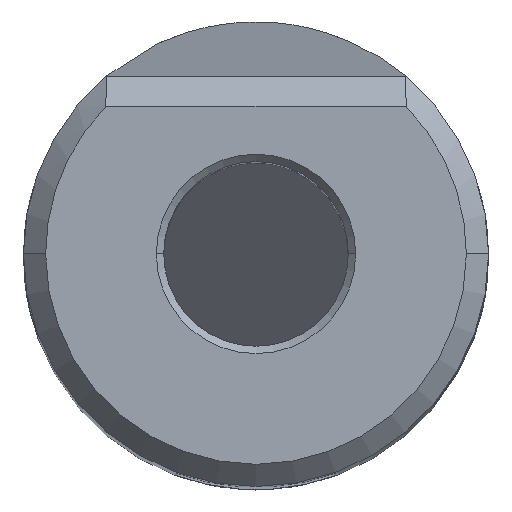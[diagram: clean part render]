
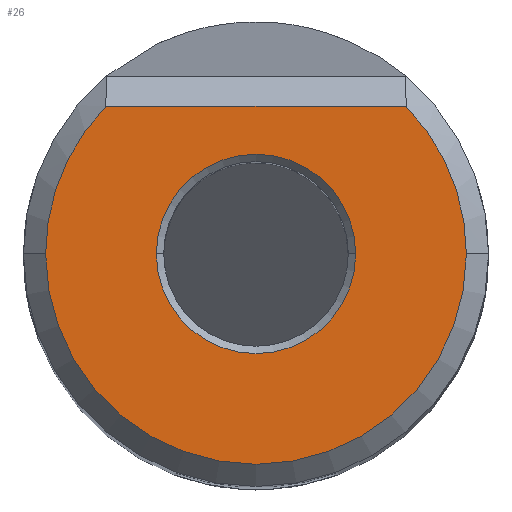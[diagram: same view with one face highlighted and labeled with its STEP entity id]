
A CAD part, top view. The second image highlights one B-rep face of the part: STEP entity #26.
In plain terms, the highlighted planar face has unit normal (0, 0, 1).
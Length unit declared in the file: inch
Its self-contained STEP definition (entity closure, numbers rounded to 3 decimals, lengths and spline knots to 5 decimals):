
#25 = AXIS2_PLACEMENT_3D ( 'NONE', #364, #166, #275 ) ;
#26 = ADVANCED_FACE ( 'NONE', ( #60, #635 ), #302, .T. ) ;
#34 = CIRCLE ( 'NONE', #846, 0.28496 ) ;
#40 = EDGE_LOOP ( 'NONE', ( #672, #418 ) ) ;
#50 = AXIS2_PLACEMENT_3D ( 'NONE', #828, #239, #326 ) ;
#51 = CIRCLE ( 'NONE', #25, 0.135 ) ;
#60 = FACE_BOUND ( 'NONE', #40, .T. ) ;
#116 = CIRCLE ( 'NONE', #250, 0.135 ) ;
#117 = DIRECTION ( 'NONE',  ( 1., 0., 0. ) ) ;
#130 = ORIENTED_EDGE ( 'NONE', *, *, #268, .T. ) ;
#159 = DIRECTION ( 'NONE',  ( 1., 0., 0. ) ) ;
#166 = DIRECTION ( 'NONE',  ( 0., 0., -1. ) ) ;
#200 = ORIENTED_EDGE ( 'NONE', *, *, #621, .T. ) ;
#213 = ORIENTED_EDGE ( 'NONE', *, *, #445, .T. ) ;
#239 = DIRECTION ( 'NONE',  ( 0., 0., 1. ) ) ;
#250 = AXIS2_PLACEMENT_3D ( 'NONE', #439, #507, #634 ) ;
#264 = VERTEX_POINT ( 'NONE', #296 ) ;
#268 = EDGE_CURVE ( 'NONE', #350, #264, #547, .T. ) ;
#275 = DIRECTION ( 'NONE',  ( 1., 0., 0. ) ) ;
#284 = VERTEX_POINT ( 'NONE', #434 ) ;
#296 = CARTESIAN_POINT ( 'NONE',  ( -0.2033, 0.19968, 0. ) ) ;
#302 = PLANE ( 'NONE',  #50 ) ;
#326 = DIRECTION ( 'NONE',  ( 1., 0., 0. ) ) ;
#347 = AXIS2_PLACEMENT_3D ( 'NONE', #748, #420, #159 ) ;
#350 = VERTEX_POINT ( 'NONE', #357 ) ;
#357 = CARTESIAN_POINT ( 'NONE',  ( 0.2033, 0.19968, 0. ) ) ;
#359 = CIRCLE ( 'NONE', #347, 0.28496 ) ;
#364 = CARTESIAN_POINT ( 'NONE',  ( 0., 0., 0. ) ) ;
#380 = EDGE_CURVE ( 'NONE', #508, #728, #51, .T. ) ;
#418 = ORIENTED_EDGE ( 'NONE', *, *, #380, .T. ) ;
#420 = DIRECTION ( 'NONE',  ( 0., 0., 1. ) ) ;
#434 = CARTESIAN_POINT ( 'NONE',  ( -0.28496, 0., 0. ) ) ;
#439 = CARTESIAN_POINT ( 'NONE',  ( 0., 0., 0. ) ) ;
#445 = EDGE_CURVE ( 'NONE', #722, #350, #359, .T. ) ;
#455 = CARTESIAN_POINT ( 'NONE',  ( 0., 0., 0. ) ) ;
#486 = EDGE_CURVE ( 'NONE', #284, #722, #499, .T. ) ;
#499 = CIRCLE ( 'NONE', #812, 0.28496 ) ;
#507 = DIRECTION ( 'NONE',  ( 0., 0., -1. ) ) ;
#508 = VERTEX_POINT ( 'NONE', #765 ) ;
#521 = EDGE_CURVE ( 'NONE', #728, #508, #116, .T. ) ;
#547 = LINE ( 'NONE', #560, #618 ) ;
#560 = CARTESIAN_POINT ( 'NONE',  ( 0., 0.19968, 0. ) ) ;
#568 = ORIENTED_EDGE ( 'NONE', *, *, #486, .T. ) ;
#594 = CARTESIAN_POINT ( 'NONE',  ( 0.28496, 0., 0. ) ) ;
#618 = VECTOR ( 'NONE', #821, 39.37008 ) ;
#621 = EDGE_CURVE ( 'NONE', #264, #284, #34, .T. ) ;
#634 = DIRECTION ( 'NONE',  ( 1., 0., 0. ) ) ;
#635 = FACE_OUTER_BOUND ( 'NONE', #792, .T. ) ;
#672 = ORIENTED_EDGE ( 'NONE', *, *, #521, .T. ) ;
#684 = CARTESIAN_POINT ( 'NONE',  ( 0., 0., 0. ) ) ;
#722 = VERTEX_POINT ( 'NONE', #594 ) ;
#728 = VERTEX_POINT ( 'NONE', #733 ) ;
#733 = CARTESIAN_POINT ( 'NONE',  ( 0.135, 0., 0. ) ) ;
#748 = CARTESIAN_POINT ( 'NONE',  ( 0., 0., 0. ) ) ;
#765 = CARTESIAN_POINT ( 'NONE',  ( -0.135, 0., 0. ) ) ;
#769 = DIRECTION ( 'NONE',  ( 1., 0., 0. ) ) ;
#792 = EDGE_LOOP ( 'NONE', ( #200, #568, #213, #130 ) ) ;
#812 = AXIS2_PLACEMENT_3D ( 'NONE', #684, #822, #769 ) ;
#821 = DIRECTION ( 'NONE',  ( -1., 0., 0. ) ) ;
#822 = DIRECTION ( 'NONE',  ( 0., 0., 1. ) ) ;
#828 = CARTESIAN_POINT ( 'NONE',  ( 0., 0., 0. ) ) ;
#844 = DIRECTION ( 'NONE',  ( 0., 0., 1. ) ) ;
#846 = AXIS2_PLACEMENT_3D ( 'NONE', #455, #844, #117 ) ;
